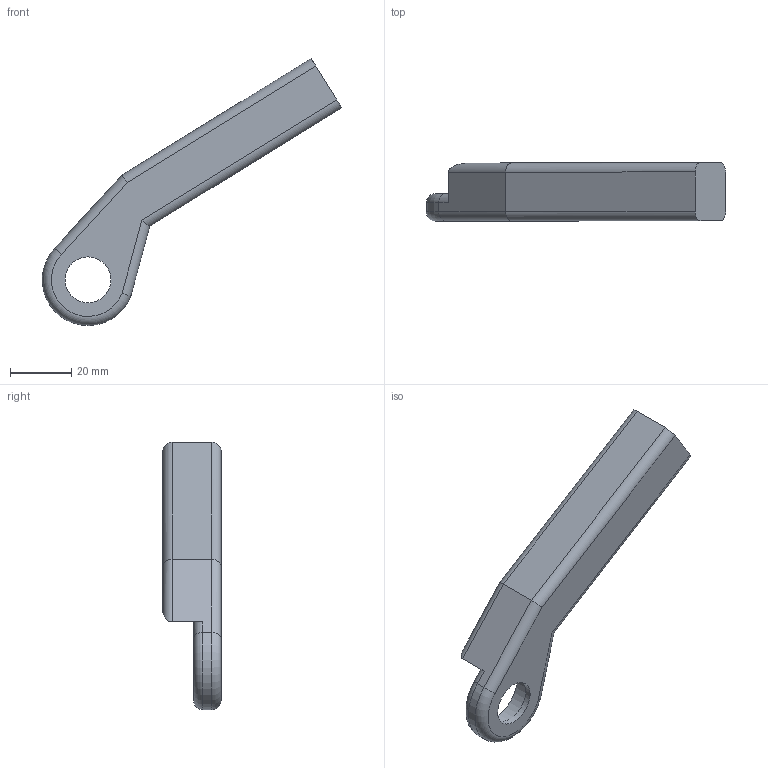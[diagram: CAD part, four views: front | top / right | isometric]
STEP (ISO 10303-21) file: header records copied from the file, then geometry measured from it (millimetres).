
FILE_DESCRIPTION(('FreeCAD Model'),'2;1');
FILE_NAME('Pied hauban gauche.step', '2020-09-14T11:34:51',('Author'),(''), 'Open CASCADE STEP processor 7.3','FreeCAD','Unknown');
FILE_SCHEMA(('AUTOMOTIVE_DESIGN { 1 0 10303 214 1 1 1 1 }'));
Length unit declared in the file: millimetre
Products named in the file (1): Pied_hauban_OK_(Mirror_#6)
Bounding box: 98.02 x 19 x 87.49 mm (x, y, z)
Volume: 35206.3 mm3; surface area: 9133.7 mm2
Topology: 1 solids, 1 shells, 26 faces, 61 edges, 38 vertices
Faces by surface type: cylinder 14, plane 10, torus 2
Full cylindrical faces by diameter (mm): 15 x1, 21 x1
Entity records: 1763 total; most frequent: CARTESIAN_POINT 512, DIRECTION 231, LINE 127, VECTOR 127, ORIENTED_EDGE 122, PCURVE 122, DEFINITIONAL_REPRESENTATION 122, EDGE_CURVE 61
